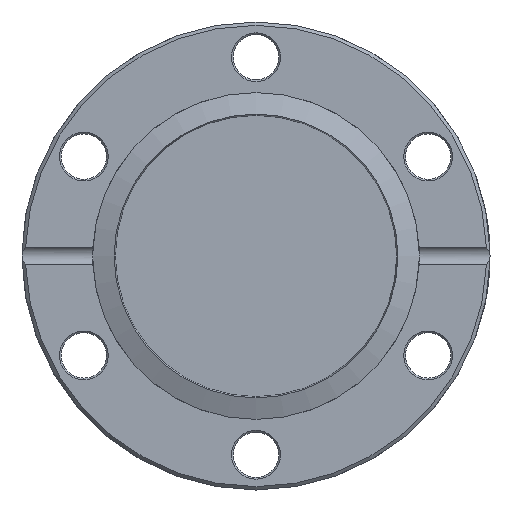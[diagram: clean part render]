
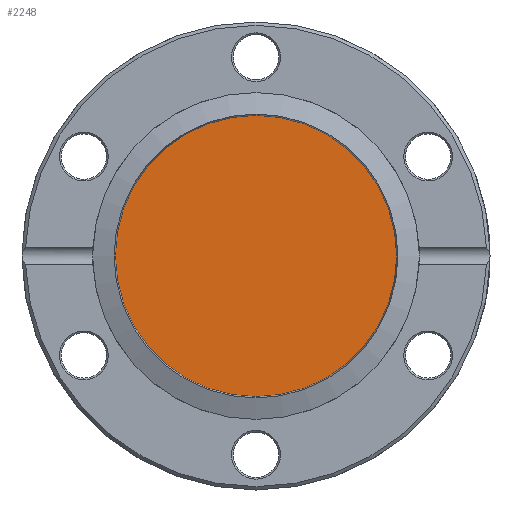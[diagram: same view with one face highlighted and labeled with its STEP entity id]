
A CAD part, front view. The second image highlights one B-rep face of the part: STEP entity #2248.
In plain terms, the highlighted planar face has unit normal (0, -1, 0).
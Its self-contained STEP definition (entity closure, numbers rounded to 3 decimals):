
#63=PLANE('',#2460);
#556=FACE_OUTER_BOUND('',#732,.T.);
#732=EDGE_LOOP('',(#2090));
#816=CIRCLE('',#2461,20.769);
#1140=VERTEX_POINT('',#5426);
#1459=EDGE_CURVE('',#1140,#1140,#816,.T.);
#2090=ORIENTED_EDGE('',*,*,#1459,.F.);
#2248=ADVANCED_FACE('',(#556),#63,.T.);
#2460=AXIS2_PLACEMENT_3D('',#5425,#2960,#2961);
#2461=AXIS2_PLACEMENT_3D('',#5427,#2962,#2963);
#2960=DIRECTION('center_axis',(0.,-1.,0.));
#2961=DIRECTION('ref_axis',(0.,0.,-1.));
#2962=DIRECTION('center_axis',(0.,1.,0.));
#2963=DIRECTION('ref_axis',(1.,0.,0.));
#5425=CARTESIAN_POINT('Origin',(-20.769,1.17,0.));
#5426=CARTESIAN_POINT('',(-20.769,1.17,0.));
#5427=CARTESIAN_POINT('Origin',(0.,1.17,0.));
